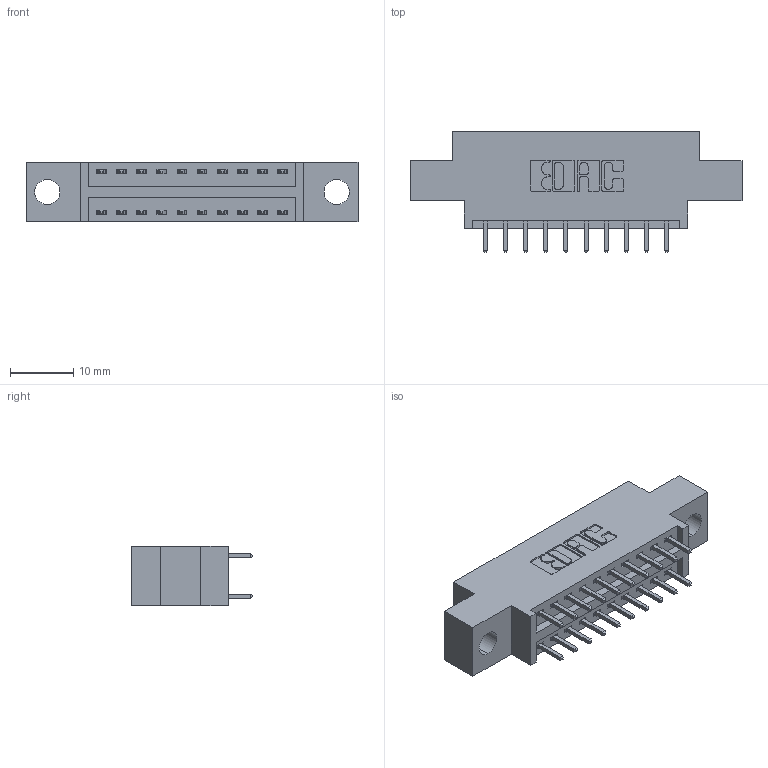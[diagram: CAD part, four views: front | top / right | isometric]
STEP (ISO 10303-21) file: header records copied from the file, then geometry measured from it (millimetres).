
FILE_DESCRIPTION (( 'STEP AP203' ), '1' );
FILE_NAME ('396-020-521-804.STEP', '2018-09-01T05:10:16', ( '' ), ( '' ), 'SwSTEP 2.0', 'SolidWorks 2016', '' );
FILE_SCHEMA (( 'CONFIG_CONTROL_DESIGN' ));
Length unit declared in the file: inch
Products named in the file (3): 345-292-001_345-293-121; 396-020-521-804; 346 Part_0.170 Offset - 0.156 Dia-TH
Assembly tree (21 placements, depth 2):
  396-020-521-804
    346 Part_0.170 Offset - 0.156 Dia-TH
    345-292-001_345-293-121  x20
Bounding box: 52.32 x 19.05 x 9.4 mm (x, y, z)
Volume: 4603.1 mm3; surface area: 5762.3 mm2
Topology: 21 solids, 21 shells, 1166 faces, 3441 edges, 2266 vertices
Faces by surface type: plane 780, cylinder 386
Entity records: 10987 total; most frequent: CARTESIAN_POINT 1856, ORIENTED_EDGE 1790, DIRECTION 1687, EDGE_CURVE 895, LINE 723, VECTOR 723, VERTEX_POINT 594, AXIS2_PLACEMENT_3D 482
